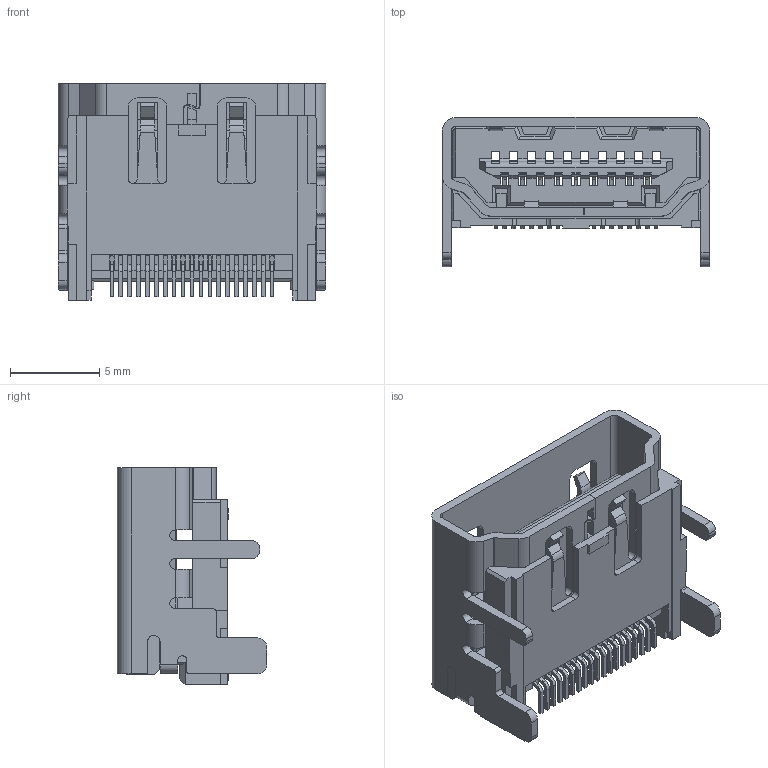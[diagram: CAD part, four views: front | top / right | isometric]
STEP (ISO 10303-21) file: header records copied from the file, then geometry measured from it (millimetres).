
FILE_DESCRIPTION(('STEP AP242'),'1');
FILE_NAME('47151-0001.stp','2021-01-11T04:47:51',('TraceParts'),('TraceParts S.A.'),'Spatial InterOp 3D',' ',' ');
FILE_SCHEMA(('AP242_MANAGED_MODEL_BASED_3D_ENGINEERING_MIM_LF {1 0 10303 442 1 1 4}'));
Length unit declared in the file: millimetre
Products named in the file (1): 47151-0001_1
Bounding box: 15 x 8.38 x 12.15 mm (x, y, z)
Volume: 483.1 mm3; surface area: 1610 mm2
Topology: 1 solids, 1 shells, 1162 faces, 3551 edges, 2454 vertices
Faces by surface type: plane 933, cylinder 229
Entity records: 39265 total; most frequent: CARTESIAN_POINT 7033, ORIENTED_EDGE 6886, DIRECTION 6353, EDGE_CURVE 3443, LINE 3033, VECTOR 3033, VERTEX_POINT 2238, AXIS2_PLACEMENT_3D 1660
